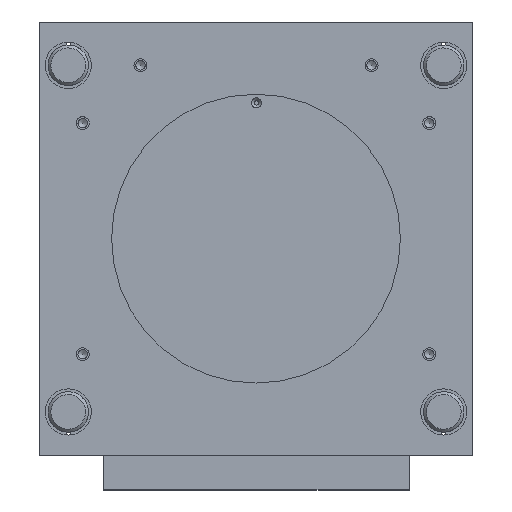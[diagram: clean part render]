
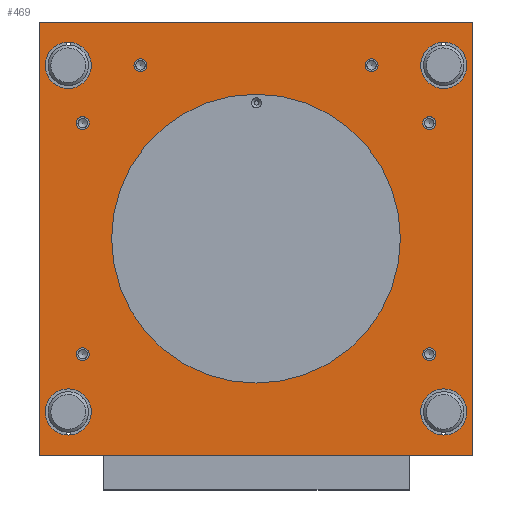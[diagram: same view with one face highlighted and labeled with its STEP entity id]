
A CAD part, top view. The second image highlights one B-rep face of the part: STEP entity #469.
In plain terms, the highlighted planar face has unit normal (0, 0, 1).
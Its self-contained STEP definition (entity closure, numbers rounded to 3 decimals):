
#469 = ADVANCED_FACE( '', ( #988, #989, #990, #991, #992, #993, #994, #995, #996, #997, #998, #999 ), #1000, .T. );
#988 = FACE_OUTER_BOUND( '', #1632, .T. );
#989 = FACE_BOUND( '', #1633, .T. );
#990 = FACE_BOUND( '', #1634, .T. );
#991 = FACE_BOUND( '', #1635, .T. );
#992 = FACE_BOUND( '', #1636, .T. );
#993 = FACE_BOUND( '', #1637, .T. );
#994 = FACE_BOUND( '', #1638, .T. );
#995 = FACE_BOUND( '', #1639, .T. );
#996 = FACE_BOUND( '', #1640, .T. );
#997 = FACE_BOUND( '', #1641, .T. );
#998 = FACE_BOUND( '', #1642, .T. );
#999 = FACE_BOUND( '', #1643, .T. );
#1000 = PLANE( '', #1644 );
#1632 = EDGE_LOOP( '', ( #2540, #2541, #2542, #2543 ) );
#1633 = EDGE_LOOP( '', ( #2544 ) );
#1634 = EDGE_LOOP( '', ( #2545 ) );
#1635 = EDGE_LOOP( '', ( #2546 ) );
#1636 = EDGE_LOOP( '', ( #2547 ) );
#1637 = EDGE_LOOP( '', ( #2548 ) );
#1638 = EDGE_LOOP( '', ( #2549 ) );
#1639 = EDGE_LOOP( '', ( #2550 ) );
#1640 = EDGE_LOOP( '', ( #2551 ) );
#1641 = EDGE_LOOP( '', ( #2552 ) );
#1642 = EDGE_LOOP( '', ( #2553 ) );
#1643 = EDGE_LOOP( '', ( #2554 ) );
#1644 = AXIS2_PLACEMENT_3D( '', #2555, #2556, #2557 );
#2540 = ORIENTED_EDGE( '', *, *, #3457, .T. );
#2541 = ORIENTED_EDGE( '', *, *, #3475, .T. );
#2542 = ORIENTED_EDGE( '', *, *, #3297, .T. );
#2543 = ORIENTED_EDGE( '', *, *, #3369, .T. );
#2544 = ORIENTED_EDGE( '', *, *, #3492, .T. );
#2545 = ORIENTED_EDGE( '', *, *, #3334, .T. );
#2546 = ORIENTED_EDGE( '', *, *, #3493, .T. );
#2547 = ORIENTED_EDGE( '', *, *, #3494, .T. );
#2548 = ORIENTED_EDGE( '', *, *, #3216, .T. );
#2549 = ORIENTED_EDGE( '', *, *, #3495, .T. );
#2550 = ORIENTED_EDGE( '', *, *, #3225, .T. );
#2551 = ORIENTED_EDGE( '', *, *, #3477, .T. );
#2552 = ORIENTED_EDGE( '', *, *, #3496, .T. );
#2553 = ORIENTED_EDGE( '', *, *, #3497, .T. );
#2554 = ORIENTED_EDGE( '', *, *, #3498, .T. );
#2555 = CARTESIAN_POINT( '', ( -75., -75., 5. ) );
#2556 = DIRECTION( '', ( 0., 0., 1. ) );
#2557 = DIRECTION( '', ( 1., 0., 0. ) );
#3216 = EDGE_CURVE( '', #3675, #3675, #3676, .T. );
#3225 = EDGE_CURVE( '', #3691, #3691, #3692, .T. );
#3297 = EDGE_CURVE( '', #3817, #3815, #3818, .T. );
#3334 = EDGE_CURVE( '', #3877, #3877, #3878, .T. );
#3369 = EDGE_CURVE( '', #3815, #3932, #3934, .T. );
#3457 = EDGE_CURVE( '', #3932, #4073, #4075, .T. );
#3475 = EDGE_CURVE( '', #4073, #3817, #4101, .T. );
#3477 = EDGE_CURVE( '', #4103, #4103, #4104, .T. );
#3492 = EDGE_CURVE( '', #4125, #4125, #4126, .T. );
#3493 = EDGE_CURVE( '', #4127, #4127, #4128, .T. );
#3494 = EDGE_CURVE( '', #4129, #4129, #4130, .T. );
#3495 = EDGE_CURVE( '', #4131, #4131, #4132, .T. );
#3496 = EDGE_CURVE( '', #4133, #4133, #4134, .T. );
#3497 = EDGE_CURVE( '', #4135, #4135, #4136, .T. );
#3498 = EDGE_CURVE( '', #4137, #4137, #4138, .T. );
#3675 = VERTEX_POINT( '', #4345 );
#3676 = CIRCLE( '', #4346, 2.25 );
#3691 = VERTEX_POINT( '', #4365 );
#3692 = CIRCLE( '', #4366, 8. );
#3815 = VERTEX_POINT( '', #4517 );
#3817 = VERTEX_POINT( '', #4520 );
#3818 = LINE( '', #4521, #4522 );
#3877 = VERTEX_POINT( '', #4592 );
#3878 = CIRCLE( '', #4593, 2.25 );
#3932 = VERTEX_POINT( '', #4661 );
#3934 = LINE( '', #4664, #4665 );
#4073 = VERTEX_POINT( '', #4843 );
#4075 = LINE( '', #4846, #4847 );
#4101 = LINE( '', #4876, #4877 );
#4103 = VERTEX_POINT( '', #4879 );
#4104 = CIRCLE( '', #4880, 8. );
#4125 = VERTEX_POINT( '', #4905 );
#4126 = CIRCLE( '', #4906, 2.25 );
#4127 = VERTEX_POINT( '', #4907 );
#4128 = CIRCLE( '', #4908, 2.25 );
#4129 = VERTEX_POINT( '', #4909 );
#4130 = CIRCLE( '', #4910, 2.25 );
#4131 = VERTEX_POINT( '', #4911 );
#4132 = CIRCLE( '', #4912, 2.25 );
#4133 = VERTEX_POINT( '', #4913 );
#4134 = CIRCLE( '', #4914, 8. );
#4135 = VERTEX_POINT( '', #4915 );
#4136 = CIRCLE( '', #4916, 8. );
#4137 = VERTEX_POINT( '', #4917 );
#4138 = CIRCLE( '', #4918, 50. );
#4345 = CARTESIAN_POINT( '', ( -60., 37.75, 5. ) );
#4346 = AXIS2_PLACEMENT_3D( '', #5158, #5159, #5160 );
#4365 = CARTESIAN_POINT( '', ( 65., 52., 5. ) );
#4366 = AXIS2_PLACEMENT_3D( '', #5171, #5172, #5173 );
#4517 = CARTESIAN_POINT( '', ( 75., 75., 5. ) );
#4520 = CARTESIAN_POINT( '', ( 75., -75., 5. ) );
#4521 = CARTESIAN_POINT( '', ( 75., -75., 5. ) );
#4522 = VECTOR( '', #5275, 1000. );
#4592 = CARTESIAN_POINT( '', ( 60., 37.75, 5. ) );
#4593 = AXIS2_PLACEMENT_3D( '', #5335, #5336, #5337 );
#4661 = CARTESIAN_POINT( '', ( -75., 75., 5. ) );
#4664 = CARTESIAN_POINT( '', ( 75., 75., 5. ) );
#4665 = VECTOR( '', #5377, 1000. );
#4843 = CARTESIAN_POINT( '', ( -75., -75., 5. ) );
#4846 = CARTESIAN_POINT( '', ( -75., 75., 5. ) );
#4847 = VECTOR( '', #5508, 1000. );
#4876 = CARTESIAN_POINT( '', ( -75., -75., 5. ) );
#4877 = VECTOR( '', #5530, 1000. );
#4879 = CARTESIAN_POINT( '', ( 65., -68., 5. ) );
#4880 = AXIS2_PLACEMENT_3D( '', #5531, #5532, #5533 );
#4905 = CARTESIAN_POINT( '', ( 40., 57.75, 5. ) );
#4906 = AXIS2_PLACEMENT_3D( '', #5550, #5551, #5552 );
#4907 = CARTESIAN_POINT( '', ( 60., -42.25, 5. ) );
#4908 = AXIS2_PLACEMENT_3D( '', #5553, #5554, #5555 );
#4909 = CARTESIAN_POINT( '', ( -60., -42.25, 5. ) );
#4910 = AXIS2_PLACEMENT_3D( '', #5556, #5557, #5558 );
#4911 = CARTESIAN_POINT( '', ( -40., 57.75, 5. ) );
#4912 = AXIS2_PLACEMENT_3D( '', #5559, #5560, #5561 );
#4913 = CARTESIAN_POINT( '', ( -65., -68., 5. ) );
#4914 = AXIS2_PLACEMENT_3D( '', #5562, #5563, #5564 );
#4915 = CARTESIAN_POINT( '', ( -65., 52., 5. ) );
#4916 = AXIS2_PLACEMENT_3D( '', #5565, #5566, #5567 );
#4917 = CARTESIAN_POINT( '', ( 50., 0., 5. ) );
#4918 = AXIS2_PLACEMENT_3D( '', #5568, #5569, #5570 );
#5158 = CARTESIAN_POINT( '', ( -60., 40., 5. ) );
#5159 = DIRECTION( '', ( 0., 0., -1. ) );
#5160 = DIRECTION( '', ( 0., -1., 0. ) );
#5171 = CARTESIAN_POINT( '', ( 65., 60., 5. ) );
#5172 = DIRECTION( '', ( 0., 0., -1. ) );
#5173 = DIRECTION( '', ( 0., -1., 0. ) );
#5275 = DIRECTION( '', ( 0., 1., 0. ) );
#5335 = CARTESIAN_POINT( '', ( 60., 40., 5. ) );
#5336 = DIRECTION( '', ( 0., 0., -1. ) );
#5337 = DIRECTION( '', ( 0., -1., 0. ) );
#5377 = DIRECTION( '', ( -1., 0., 0. ) );
#5508 = DIRECTION( '', ( 0., -1., 0. ) );
#5530 = DIRECTION( '', ( 1., 0., 0. ) );
#5531 = CARTESIAN_POINT( '', ( 65., -60., 5. ) );
#5532 = DIRECTION( '', ( 0., 0., -1. ) );
#5533 = DIRECTION( '', ( 0., -1., 0. ) );
#5550 = CARTESIAN_POINT( '', ( 40., 60., 5. ) );
#5551 = DIRECTION( '', ( 0., 0., -1. ) );
#5552 = DIRECTION( '', ( 0., -1., 0. ) );
#5553 = CARTESIAN_POINT( '', ( 60., -40., 5. ) );
#5554 = DIRECTION( '', ( 0., 0., -1. ) );
#5555 = DIRECTION( '', ( 0., -1., 0. ) );
#5556 = CARTESIAN_POINT( '', ( -60., -40., 5. ) );
#5557 = DIRECTION( '', ( 0., 0., -1. ) );
#5558 = DIRECTION( '', ( 0., -1., 0. ) );
#5559 = CARTESIAN_POINT( '', ( -40., 60., 5. ) );
#5560 = DIRECTION( '', ( 0., 0., -1. ) );
#5561 = DIRECTION( '', ( 0., -1., 0. ) );
#5562 = CARTESIAN_POINT( '', ( -65., -60., 5. ) );
#5563 = DIRECTION( '', ( 0., 0., -1. ) );
#5564 = DIRECTION( '', ( 0., -1., 0. ) );
#5565 = CARTESIAN_POINT( '', ( -65., 60., 5. ) );
#5566 = DIRECTION( '', ( 0., 0., -1. ) );
#5567 = DIRECTION( '', ( 0., -1., 0. ) );
#5568 = CARTESIAN_POINT( '', ( 0., 0., 5. ) );
#5569 = DIRECTION( '', ( 0., 0., -1. ) );
#5570 = DIRECTION( '', ( 1., 0., 0. ) );
